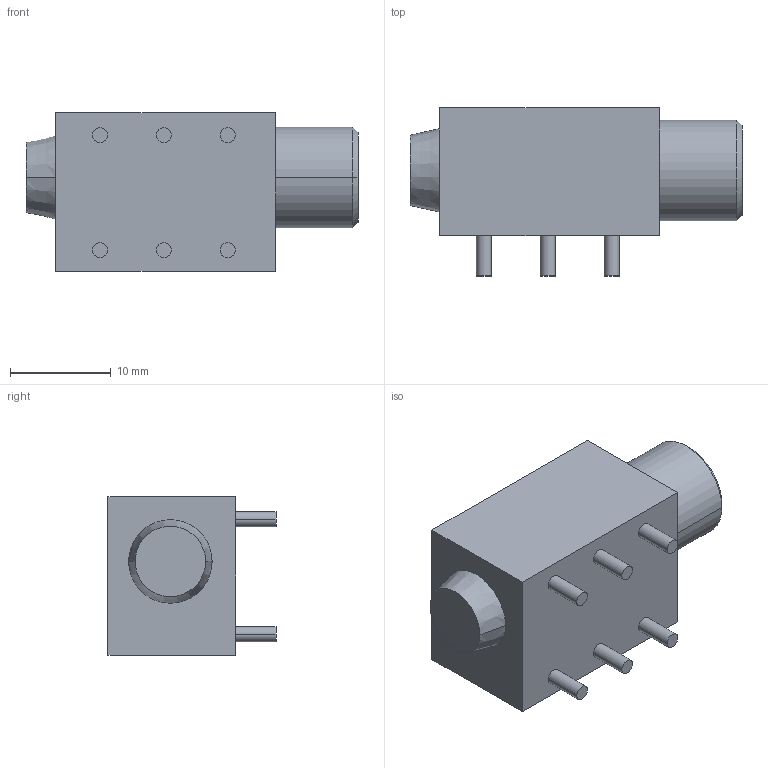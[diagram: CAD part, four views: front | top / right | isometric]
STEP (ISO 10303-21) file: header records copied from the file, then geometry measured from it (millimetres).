
FILE_DESCRIPTION (( 'STEP AP214' ), '1' );
FILE_NAME ('NRJ6HM-1.STEP', '2023-08-18T11:40:56', ( '' ), ( '' ), 'SwSTEP 2.0', 'SolidWorks 2021', '' );
FILE_SCHEMA (( 'AUTOMOTIVE_DESIGN' ));
Length unit declared in the file: millimetre
Products named in the file (2): NRJ6HM-1; NRJ6HM-1_NRJ6HM-1
Assembly tree (1 placements, depth 2):
  NRJ6HM-1
    NRJ6HM-1_NRJ6HM-1
Bounding box: 33 x 16.7 x 15.75 mm (x, y, z)
Volume: 4167.6 mm3; surface area: 2789.4 mm2
Topology: 8 solids, 8 shells, 49 faces, 93 edges, 60 vertices
Faces by surface type: plane 21, cylinder 20, cone 6, torus 2
Entity records: 1428 total; most frequent: DIRECTION 248, CARTESIAN_POINT 204, ORIENTED_EDGE 182, AXIS2_PLACEMENT_3D 104, EDGE_CURVE 91, VERTEX_POINT 60, EDGE_LOOP 53, CIRCLE 51
